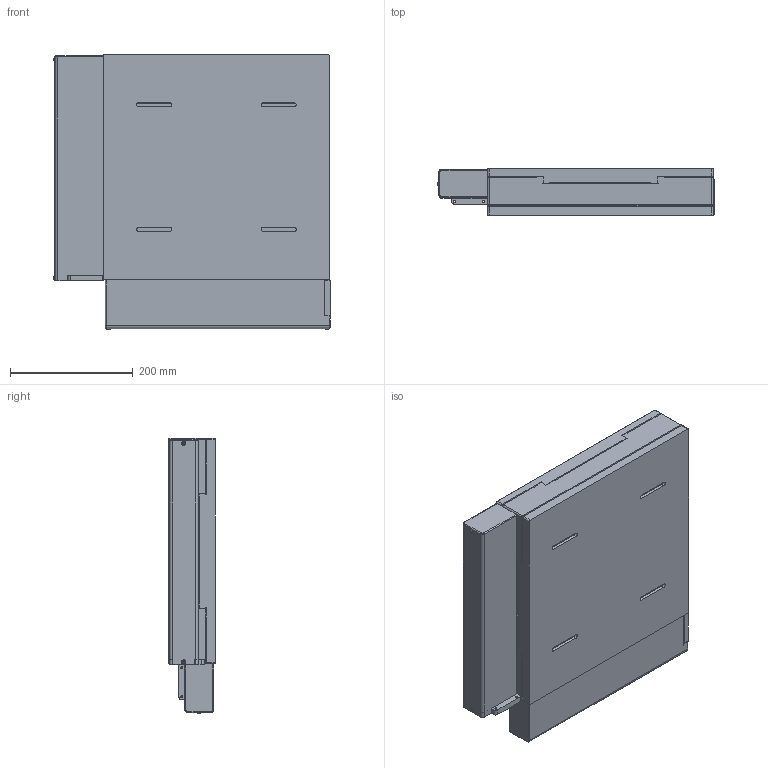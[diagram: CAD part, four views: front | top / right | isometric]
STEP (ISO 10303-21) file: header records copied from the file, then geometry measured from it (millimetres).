
FILE_DESCRIPTION (( 'STEP AP203' ), '1' );
FILE_NAME ('1199-8-8.STEP', '2020-09-11T17:45:17', ( '' ), ( '' ), 'SwSTEP 2.0', 'SolidWorks 2019', '' );
FILE_SCHEMA (( 'CONFIG_CONTROL_DESIGN' ));
Length unit declared in the file: inch
Products named in the file (4): 1199-8-8--BASE; 1199-8-8--MID; 1199-8-8--TOP; 1199-8-8
Assembly tree (3 placements, depth 2):
  1199-8-8
    1199-8-8--BASE
    1199-8-8--MID
    1199-8-8--TOP
Bounding box: 451.14 x 76.13 x 449.54 mm (x, y, z)
Volume: 10861953.1 mm3; surface area: 1031720.4 mm2
Topology: 3 solids, 21 shells, 490 faces, 1209 edges, 771 vertices
Faces by surface type: plane 268, cylinder 128, cone 78, sphere 12, torus 4
Full cylindrical faces by diameter (mm): 3.454 x26, 5.105 x12, 6.35 x2, 6.363 x2, 6.655 x4, 13.716 x8, 14.288 x8, 30.48 x2, 47.625 x2
Entity records: 13450 total; most frequent: DIRECTION 2328, CARTESIAN_POINT 2190, ORIENTED_EDGE 1984, EDGE_CURVE 992, AXIS2_PLACEMENT_3D 840, VERTEX_POINT 702, EDGE_LOOP 672, VECTOR 648
